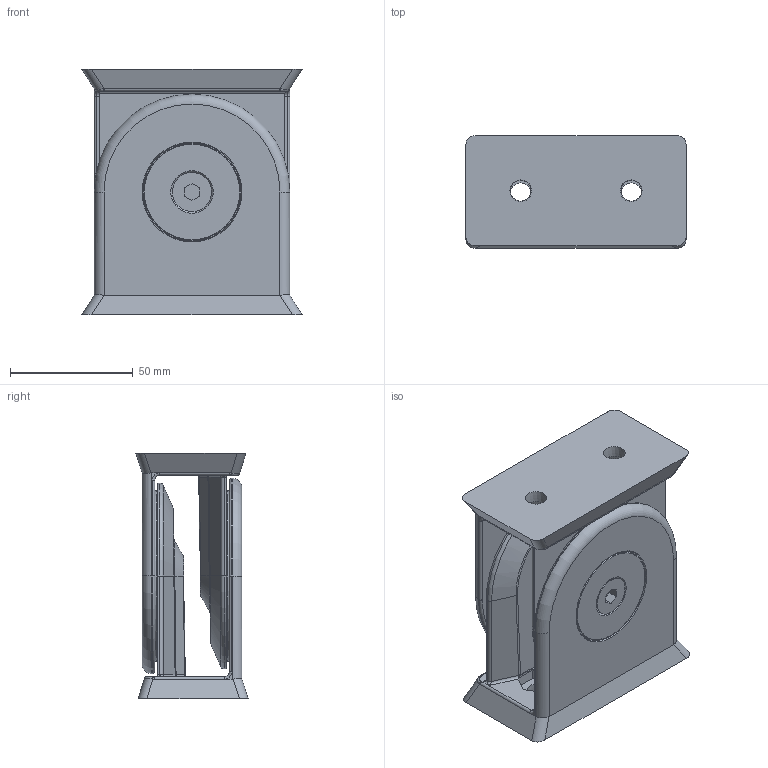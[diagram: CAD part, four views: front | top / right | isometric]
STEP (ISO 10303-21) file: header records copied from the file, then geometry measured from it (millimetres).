
FILE_DESCRIPTION(/* description */ ('GIUNZIONE PROFILI SNODATO 45X90'),/* implementation_level */ '2;1');
FILE_NAME(/* name */ 'CGIPR0000113.stp',/* time_stamp */ '2022-11-02T11:39:32+01:00',/* author */ ('tecnico7'),/* organization */ (''),/* preprocessor_version */ 'ST-DEVELOPER v18.1',/* originating_system */ 'Autodesk Inventor 2022',/* authorisation */ '');
FILE_SCHEMA (('AUTOMOTIVE_DESIGN { 1 0 10303 214 3 1 1 }'));
Length unit declared in the file: millimetre
Products named in the file (5): CGIPR0000113; 440000009825; 440000009822; 440000009823; 440000009824
Assembly tree (8 placements, depth 2):
  CGIPR0000113
    440000009825  x2
    440000009822  x2
    440000009823  x2
    440000009824  x2
Bounding box: 89.6 x 45.7 x 100 mm (x, y, z)
Volume: 188004.3 mm3; surface area: 78925 mm2
Topology: 8 solids, 8 shells, 438 faces, 1050 edges, 648 vertices
Faces by surface type: plane 178, cylinder 118, torus 64, cone 42, bspline 36
Full cylindrical faces by diameter (mm): 2 x4, 6.8 x2, 8 x2, 9 x2, 16 x2, 20 x2, 28 x2, 40 x2, 69.6 x2, 70 x2
Entity records: 11458 total; most frequent: CARTESIAN_POINT 6140, DIRECTION 1135, ORIENTED_EDGE 1046, EDGE_CURVE 523, AXIS2_PLACEMENT_3D 454, VERTEX_POINT 324, EDGE_LOOP 243, LINE 227
